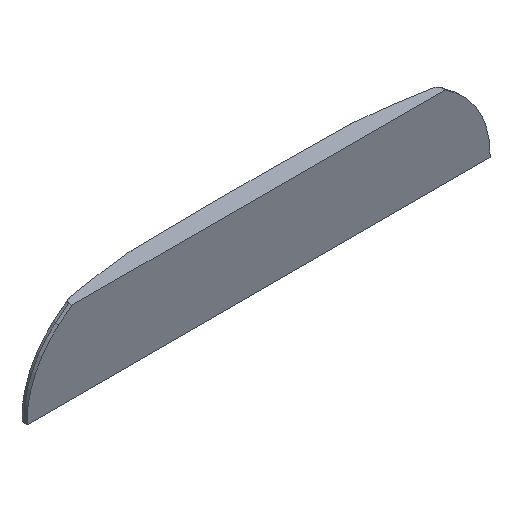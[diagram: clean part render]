
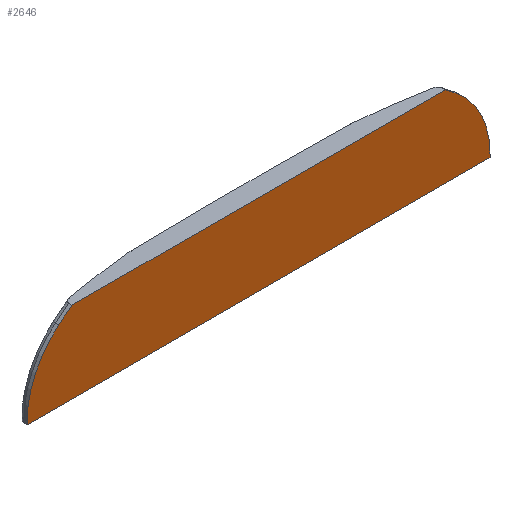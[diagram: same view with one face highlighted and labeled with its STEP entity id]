
A CAD part, isometric view. The second image highlights one B-rep face of the part: STEP entity #2646.
In plain terms, the highlighted planar face has unit normal (0, -1, 0).
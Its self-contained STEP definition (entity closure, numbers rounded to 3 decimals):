
#23 = LINE ( 'NONE', #645, #1750 ) ;
#26 = ORIENTED_EDGE ( 'NONE', *, *, #1481, .F. ) ;
#36 = CIRCLE ( 'NONE', #2853, 65.374 ) ;
#89 = DIRECTION ( 'NONE',  ( 0., 0., 1. ) ) ;
#146 = VERTEX_POINT ( 'NONE', #1812 ) ;
#225 = VERTEX_POINT ( 'NONE', #1324 ) ;
#269 = CIRCLE ( 'NONE', #1359, 18.474 ) ;
#313 = LINE ( 'NONE', #681, #904 ) ;
#358 = CARTESIAN_POINT ( 'NONE',  ( 0., 14.57, 65. ) ) ;
#515 = AXIS2_PLACEMENT_3D ( 'NONE', #700, #1245, #2657 ) ;
#568 = CARTESIAN_POINT ( 'NONE',  ( 30., 14.57, 65.65 ) ) ;
#598 = CARTESIAN_POINT ( 'NONE',  ( 0., 14.57, 29.6 ) ) ;
#599 = CIRCLE ( 'NONE', #515, 65.374 ) ;
#605 = AXIS2_PLACEMENT_3D ( 'NONE', #2228, #909, #2448 ) ;
#624 = EDGE_CURVE ( 'NONE', #914, #146, #36, .T. ) ;
#645 = CARTESIAN_POINT ( 'NONE',  ( 48.474, 14.57, 0. ) ) ;
#681 = CARTESIAN_POINT ( 'NONE',  ( 0., 14.57, 82. ) ) ;
#689 = DIRECTION ( 'NONE',  ( 0., 0., -1. ) ) ;
#698 = EDGE_CURVE ( 'NONE', #1539, #1915, #2520, .T. ) ;
#700 = CARTESIAN_POINT ( 'NONE',  ( 0., 14.57, 29.6 ) ) ;
#760 = ORIENTED_EDGE ( 'NONE', *, *, #1499, .F. ) ;
#789 = VECTOR ( 'NONE', #89, 1000. ) ;
#804 = DIRECTION ( 'NONE',  ( 0., 0., -1. ) ) ;
#820 = LINE ( 'NONE', #358, #2516 ) ;
#838 = CARTESIAN_POINT ( 'NONE',  ( -48.474, 14.57, 0. ) ) ;
#878 = EDGE_CURVE ( 'NONE', #914, #2802, #313, .T. ) ;
#904 = VECTOR ( 'NONE', #2560, 1000. ) ;
#909 = DIRECTION ( 'NONE',  ( 0., 1., 0. ) ) ;
#914 = VERTEX_POINT ( 'NONE', #2244 ) ;
#1073 = ORIENTED_EDGE ( 'NONE', *, *, #2578, .F. ) ;
#1076 = EDGE_CURVE ( 'NONE', #225, #1539, #820, .T. ) ;
#1087 = VERTEX_POINT ( 'NONE', #1922 ) ;
#1245 = DIRECTION ( 'NONE',  ( 0., 1., 0. ) ) ;
#1253 = CARTESIAN_POINT ( 'NONE',  ( 0., 14.57, -258.801 ) ) ;
#1282 = CIRCLE ( 'NONE', #605, 18.474 ) ;
#1287 = EDGE_CURVE ( 'NONE', #1915, #1087, #1282, .T. ) ;
#1301 = VERTEX_POINT ( 'NONE', #1819 ) ;
#1324 = CARTESIAN_POINT ( 'NONE',  ( 48.474, 14.57, 65. ) ) ;
#1359 = AXIS2_PLACEMENT_3D ( 'NONE', #568, #2125, #804 ) ;
#1481 = EDGE_CURVE ( 'NONE', #1087, #2802, #599, .T. ) ;
#1499 = EDGE_CURVE ( 'NONE', #1301, #225, #23, .T. ) ;
#1501 = DIRECTION ( 'NONE',  ( 0., 0., 1. ) ) ;
#1518 = CARTESIAN_POINT ( 'NONE',  ( -39.09, 14.57, 82. ) ) ;
#1539 = VERTEX_POINT ( 'NONE', #2283 ) ;
#1569 = ORIENTED_EDGE ( 'NONE', *, *, #698, .F. ) ;
#1578 = ORIENTED_EDGE ( 'NONE', *, *, #878, .T. ) ;
#1635 = DIRECTION ( 'NONE',  ( -1., 0., 0. ) ) ;
#1750 = VECTOR ( 'NONE', #689, 1000. ) ;
#1812 = CARTESIAN_POINT ( 'NONE',  ( 41.817, 14.57, 79.85 ) ) ;
#1819 = CARTESIAN_POINT ( 'NONE',  ( 48.474, 14.57, 65.65 ) ) ;
#1898 = CARTESIAN_POINT ( 'NONE',  ( -48.474, 14.57, 65.65 ) ) ;
#1915 = VERTEX_POINT ( 'NONE', #1898 ) ;
#1922 = CARTESIAN_POINT ( 'NONE',  ( -41.817, 14.57, 79.85 ) ) ;
#1923 = DIRECTION ( 'NONE',  ( 0., 1., 0. ) ) ;
#1972 = FACE_OUTER_BOUND ( 'NONE', #2213, .T. ) ;
#2125 = DIRECTION ( 'NONE',  ( 0., 1., 0. ) ) ;
#2213 = EDGE_LOOP ( 'NONE', ( #2481, #760, #1073, #2390, #1578, #26, #2499, #1569 ) ) ;
#2215 = AXIS2_PLACEMENT_3D ( 'NONE', #1253, #2801, #1501 ) ;
#2228 = CARTESIAN_POINT ( 'NONE',  ( -30., 14.57, 65.65 ) ) ;
#2244 = CARTESIAN_POINT ( 'NONE',  ( 39.09, 14.57, 82. ) ) ;
#2283 = CARTESIAN_POINT ( 'NONE',  ( -48.474, 14.57, 65. ) ) ;
#2354 = DIRECTION ( 'NONE',  ( 0., 0., -1. ) ) ;
#2390 = ORIENTED_EDGE ( 'NONE', *, *, #624, .F. ) ;
#2448 = DIRECTION ( 'NONE',  ( 0., 0., -1. ) ) ;
#2481 = ORIENTED_EDGE ( 'NONE', *, *, #1076, .F. ) ;
#2499 = ORIENTED_EDGE ( 'NONE', *, *, #1287, .F. ) ;
#2516 = VECTOR ( 'NONE', #1635, 1000. ) ;
#2520 = LINE ( 'NONE', #838, #789 ) ;
#2560 = DIRECTION ( 'NONE',  ( -1., 0., 0. ) ) ;
#2574 = PLANE ( 'NONE',  #2215 ) ;
#2578 = EDGE_CURVE ( 'NONE', #146, #1301, #269, .T. ) ;
#2646 = ADVANCED_FACE ( 'NONE', ( #1972 ), #2574, .F. ) ;
#2657 = DIRECTION ( 'NONE',  ( 0., 0., -1. ) ) ;
#2801 = DIRECTION ( 'NONE',  ( 0., 1., 0. ) ) ;
#2802 = VERTEX_POINT ( 'NONE', #1518 ) ;
#2853 = AXIS2_PLACEMENT_3D ( 'NONE', #598, #1923, #2354 ) ;
